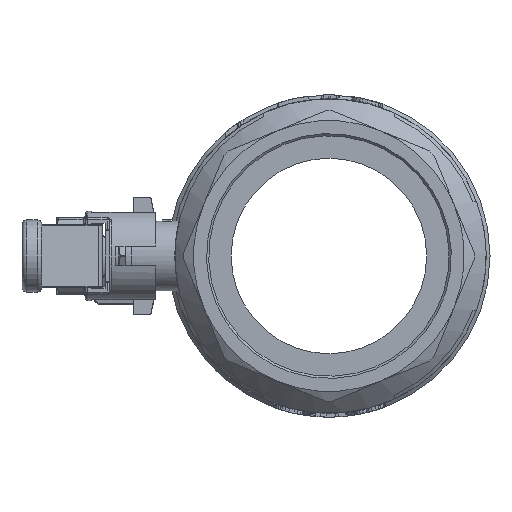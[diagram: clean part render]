
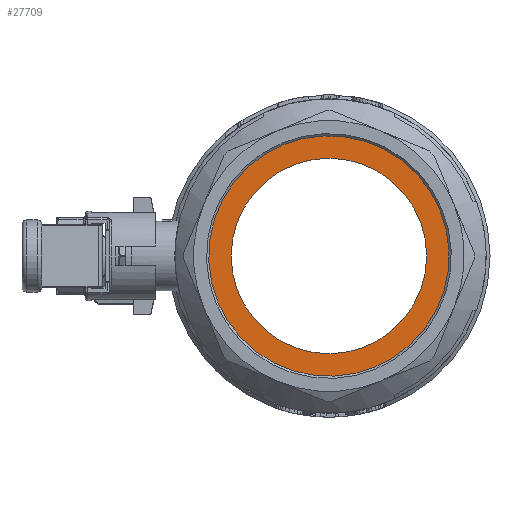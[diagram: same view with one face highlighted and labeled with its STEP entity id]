
A CAD part, left-side view. The second image highlights one B-rep face of the part: STEP entity #27709.
In plain terms, the highlighted planar face has unit normal (-1, 0, 0).
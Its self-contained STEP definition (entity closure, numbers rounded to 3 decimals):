
#2569=CIRCLE('',#39100,44.75);
#2570=CIRCLE('',#39102,55.036);
#10409=ORIENTED_EDGE('',*,*,#14839,.T.);
#10410=ORIENTED_EDGE('',*,*,#14838,.T.);
#14838=EDGE_CURVE('',#17678,#17678,#2569,.T.);
#14839=EDGE_CURVE('',#17679,#17679,#2570,.T.);
#17678=VERTEX_POINT('',#61686);
#17679=VERTEX_POINT('',#61689);
#23246=EDGE_LOOP('',(#10409));
#23247=EDGE_LOOP('',(#10410));
#24916=FACE_BOUND('',#23246,.T.);
#24917=FACE_BOUND('',#23247,.T.);
#26196=PLANE('',#39101);
#27709=ADVANCED_FACE('',(#24916,#24917),#26196,.T.);
#39100=AXIS2_PLACEMENT_3D('',#61685,#47893,#47894);
#39101=AXIS2_PLACEMENT_3D('',#61687,#47895,#47896);
#39102=AXIS2_PLACEMENT_3D('',#61688,#47897,#47898);
#47893=DIRECTION('',(1.,0.,0.));
#47894=DIRECTION('',(0.,-1.,0.));
#47895=DIRECTION('',(-1.,0.,0.));
#47896=DIRECTION('',(0.,0.,1.));
#47897=DIRECTION('',(-1.,0.,0.));
#47898=DIRECTION('',(0.,-0.924,0.383));
#61685=CARTESIAN_POINT('',(-56.5,-90.5,0.));
#61686=CARTESIAN_POINT('',(-56.5,-135.25,0.));
#61687=CARTESIAN_POINT('',(-56.5,-140.393,0.));
#61688=CARTESIAN_POINT('',(-56.5,-90.5,0.));
#61689=CARTESIAN_POINT('',(-56.5,-141.347,21.061));
